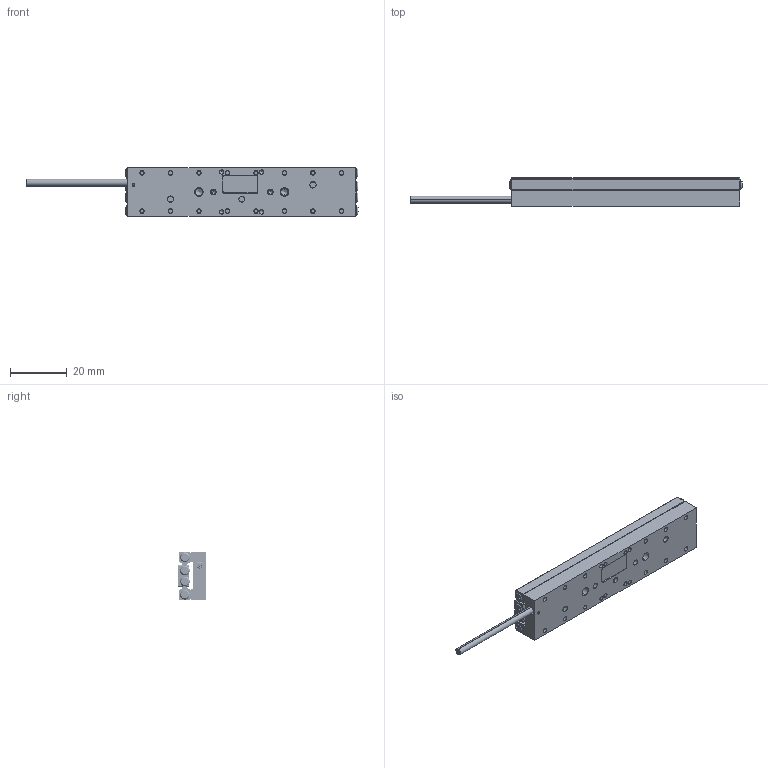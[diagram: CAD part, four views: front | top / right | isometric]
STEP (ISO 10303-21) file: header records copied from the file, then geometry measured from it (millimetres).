
FILE_DESCRIPTION (( 'STEP AP214' ), '1' );
FILE_NAME ('PP-18-15300.STEP', '2022-01-19T01:14:20', ( '' ), ( '' ), 'SwSTEP 2.0', 'SolidWorks 2020', '' );
FILE_SCHEMA (( 'AUTOMOTIVE_DESIGN' ));
Length unit declared in the file: millimetre
Products named in the file (9): NB Slide Way SVW 1000 Center Way_SVW 1080; SCREW, MS-PPH, M-JCIS_M1.6 x 0.35 x 4mm; PP-18, Base, Master Part_80; TFC-421 Silver Braided Cable_L70; NB Slide Way SVW 1000 Cage_SVW 1080-21Z; PPS-20, Back Cover, Master Part; 130160 Bearing, NB, Slide Way, SVW 1000_SVW 1080-21Z (Rigid at Center); NB Slide Way SVW 1000 Rail_SVW 1080; PP-18-15300
Assembly tree (29 placements, depth 3):
  PP-18-15300
    PP-18, Base, Master Part_80
    130160 Bearing, NB, Slide Way, SVW 1000_SVW 1080-21Z (Rigid at Center)
      NB Slide Way SVW 1000 Rail_SVW 1080  x2
      NB Slide Way SVW 1000 Center Way_SVW 1080
      NB Slide Way SVW 1000 Cage_SVW 1080-21Z  x2
    PPS-20, Back Cover, Master Part
    SCREW, MS-PPH, M-JCIS_M1.6 x 0.35 x 4mm  x20
    TFC-421 Silver Braided Cable_L70
Bounding box: 116.5 x 10 x 17 mm (x, y, z)
Volume: 10684.1 mm3; surface area: 14776.3 mm2
Topology: 41 solids, 41 shells, 1282 faces, 3205 edges, 2062 vertices
Faces by surface type: plane 719, cylinder 347, torus 120, cone 72, bspline 24
Entity records: 57597 total; most frequent: CARTESIAN_POINT 42520, DIRECTION 2793, ORIENTED_EDGE 2610, EDGE_CURVE 1305, AXIS2_PLACEMENT_3D 1010, VERTEX_POINT 848, VECTOR 773, LINE 773
